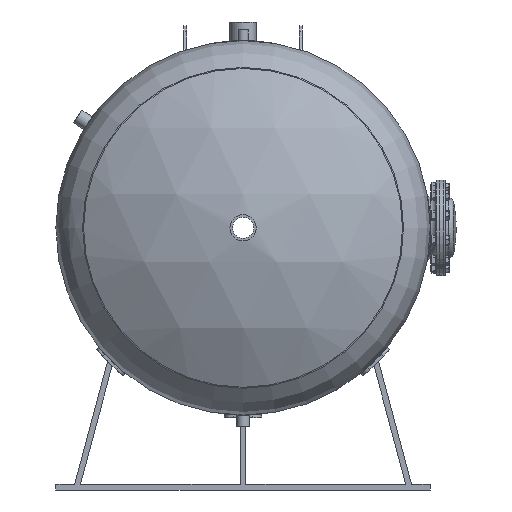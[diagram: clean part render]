
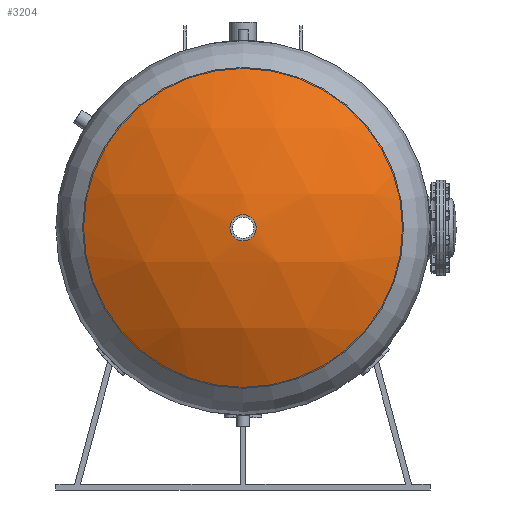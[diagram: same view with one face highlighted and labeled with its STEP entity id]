
A CAD part, left-side view. The second image highlights one B-rep face of the part: STEP entity #3204.
In plain terms, the highlighted spherical face has radius 800 mm.
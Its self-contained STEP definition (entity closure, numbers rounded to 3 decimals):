
#12=SPHERICAL_SURFACE('',#3631,800.);
#753=CIRCLE('',#3624,35.);
#757=CIRCLE('',#3632,428.483);
#925=FACE_BOUND('',#1465,.T.);
#1112=FACE_OUTER_BOUND('',#1464,.T.);
#1464=EDGE_LOOP('',(#2930));
#1465=EDGE_LOOP('',(#2931));
#1800=VERTEX_POINT('',#7081);
#1804=VERTEX_POINT('',#7093);
#2177=EDGE_CURVE('',#1800,#1800,#753,.T.);
#2181=EDGE_CURVE('',#1804,#1804,#757,.T.);
#2930=ORIENTED_EDGE('',*,*,#2181,.F.);
#2931=ORIENTED_EDGE('',*,*,#2177,.T.);
#3204=ADVANCED_FACE('',(#1112,#925),#12,.T.);
#3624=AXIS2_PLACEMENT_3D('',#7082,#4568,#4569);
#3631=AXIS2_PLACEMENT_3D('',#7092,#4582,#4583);
#3632=AXIS2_PLACEMENT_3D('',#7094,#4584,#4585);
#4568=DIRECTION('center_axis',(0.,-1.,0.));
#4569=DIRECTION('ref_axis',(-1.,0.,0.));
#4582=DIRECTION('center_axis',(0.,0.,1.));
#4583=DIRECTION('ref_axis',(1.,0.,0.));
#4584=DIRECTION('center_axis',(0.,-1.,0.));
#4585=DIRECTION('ref_axis',(1.,0.,0.));
#7081=CARTESIAN_POINT('',(35.,269.234,0.));
#7082=CARTESIAN_POINT('Origin',(0.,269.234,0.));
#7092=CARTESIAN_POINT('Origin',(0.,-530.,0.));
#7093=CARTESIAN_POINT('',(428.483,145.576,0.));
#7094=CARTESIAN_POINT('Origin',(0.,145.576,0.));
